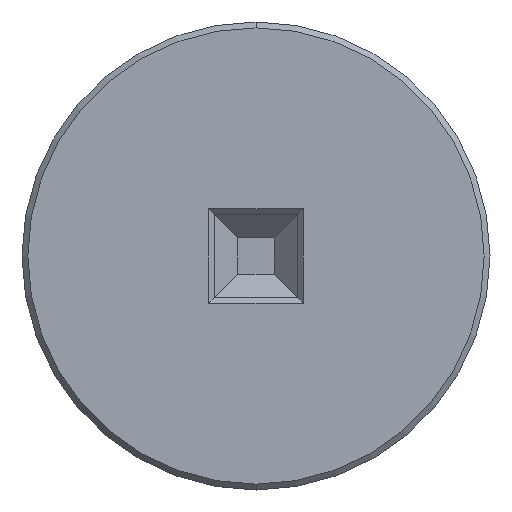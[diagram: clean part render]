
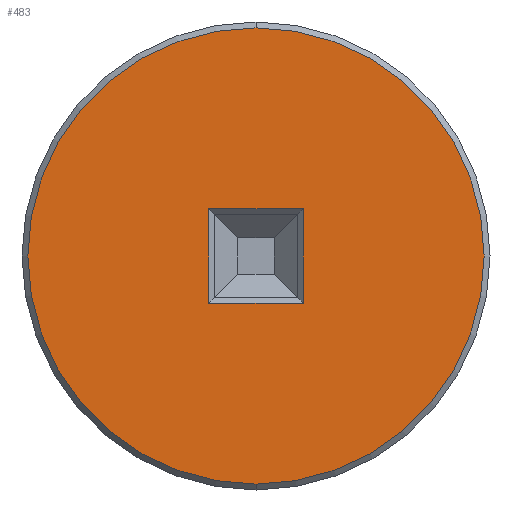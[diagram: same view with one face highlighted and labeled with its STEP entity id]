
A CAD part, front view. The second image highlights one B-rep face of the part: STEP entity #483.
In plain terms, the highlighted planar face has unit normal (0, -1, 0).
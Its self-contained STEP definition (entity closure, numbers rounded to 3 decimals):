
#2 = CARTESIAN_POINT ( 'NONE',  ( 0., -17.5, 4.05 ) ) ;
#23 = AXIS2_PLACEMENT_3D ( 'NONE', #655, #297, #40 ) ;
#40 = DIRECTION ( 'NONE',  ( 0., 0., 1. ) ) ;
#53 = EDGE_CURVE ( 'NONE', #438, #485, #564, .T. ) ;
#59 = AXIS2_PLACEMENT_3D ( 'NONE', #515, #334, #85 ) ;
#77 = CARTESIAN_POINT ( 'NONE',  ( 0., -17.5, -19.5 ) ) ;
#85 = DIRECTION ( 'NONE',  ( 0., 0., 1. ) ) ;
#94 = CARTESIAN_POINT ( 'NONE',  ( -4.05, -17.5, 0. ) ) ;
#103 = AXIS2_PLACEMENT_3D ( 'NONE', #636, #771, #647 ) ;
#119 = VECTOR ( 'NONE', #436, 1000. ) ;
#140 = EDGE_CURVE ( 'NONE', #600, #193, #641, .T. ) ;
#154 = VECTOR ( 'NONE', #601, 1000. ) ;
#174 = VERTEX_POINT ( 'NONE', #770 ) ;
#193 = VERTEX_POINT ( 'NONE', #217 ) ;
#216 = EDGE_CURVE ( 'NONE', #747, #438, #397, .T. ) ;
#217 = CARTESIAN_POINT ( 'NONE',  ( 0., -17.5, 19.5 ) ) ;
#257 = ORIENTED_EDGE ( 'NONE', *, *, #53, .T. ) ;
#283 = CIRCLE ( 'NONE', #23, 19.5 ) ;
#286 = EDGE_LOOP ( 'NONE', ( #554, #611 ) ) ;
#297 = DIRECTION ( 'NONE',  ( 0., -1., 0. ) ) ;
#298 = CARTESIAN_POINT ( 'NONE',  ( 4.05, -17.5, 0. ) ) ;
#334 = DIRECTION ( 'NONE',  ( 0., -1., 0. ) ) ;
#344 = DIRECTION ( 'NONE',  ( 0., 0., 1. ) ) ;
#371 = VECTOR ( 'NONE', #344, 1000. ) ;
#387 = FACE_OUTER_BOUND ( 'NONE', #286, .T. ) ;
#397 = LINE ( 'NONE', #94, #371 ) ;
#398 = PLANE ( 'NONE',  #103 ) ;
#403 = EDGE_LOOP ( 'NONE', ( #719, #467, #257, #533 ) ) ;
#436 = DIRECTION ( 'NONE',  ( 1., 0., 0. ) ) ;
#438 = VERTEX_POINT ( 'NONE', #523 ) ;
#445 = VECTOR ( 'NONE', #542, 1000. ) ;
#465 = LINE ( 'NONE', #715, #154 ) ;
#467 = ORIENTED_EDGE ( 'NONE', *, *, #216, .T. ) ;
#483 = ADVANCED_FACE ( 'NONE', ( #387, #640 ), #398, .F. ) ;
#485 = VERTEX_POINT ( 'NONE', #767 ) ;
#489 = EDGE_CURVE ( 'NONE', #485, #174, #592, .T. ) ;
#515 = CARTESIAN_POINT ( 'NONE',  ( 0., -17.5, 0. ) ) ;
#523 = CARTESIAN_POINT ( 'NONE',  ( -4.05, -17.5, 4.05 ) ) ;
#533 = ORIENTED_EDGE ( 'NONE', *, *, #489, .T. ) ;
#540 = CARTESIAN_POINT ( 'NONE',  ( -4.05, -17.5, -4.05 ) ) ;
#542 = DIRECTION ( 'NONE',  ( 0., 0., -1. ) ) ;
#554 = ORIENTED_EDGE ( 'NONE', *, *, #776, .T. ) ;
#564 = LINE ( 'NONE', #2, #119 ) ;
#592 = LINE ( 'NONE', #298, #445 ) ;
#600 = VERTEX_POINT ( 'NONE', #77 ) ;
#601 = DIRECTION ( 'NONE',  ( -1., 0., 0. ) ) ;
#611 = ORIENTED_EDGE ( 'NONE', *, *, #140, .T. ) ;
#636 = CARTESIAN_POINT ( 'NONE',  ( 0., -17.5, 0. ) ) ;
#640 = FACE_BOUND ( 'NONE', #403, .T. ) ;
#641 = CIRCLE ( 'NONE', #59, 19.5 ) ;
#647 = DIRECTION ( 'NONE',  ( 0., 0., 1. ) ) ;
#655 = CARTESIAN_POINT ( 'NONE',  ( 0., -17.5, 0. ) ) ;
#715 = CARTESIAN_POINT ( 'NONE',  ( 0., -17.5, -4.05 ) ) ;
#719 = ORIENTED_EDGE ( 'NONE', *, *, #740, .T. ) ;
#740 = EDGE_CURVE ( 'NONE', #174, #747, #465, .T. ) ;
#747 = VERTEX_POINT ( 'NONE', #540 ) ;
#767 = CARTESIAN_POINT ( 'NONE',  ( 4.05, -17.5, 4.05 ) ) ;
#770 = CARTESIAN_POINT ( 'NONE',  ( 4.05, -17.5, -4.05 ) ) ;
#771 = DIRECTION ( 'NONE',  ( 0., 1., 0. ) ) ;
#776 = EDGE_CURVE ( 'NONE', #193, #600, #283, .T. ) ;
